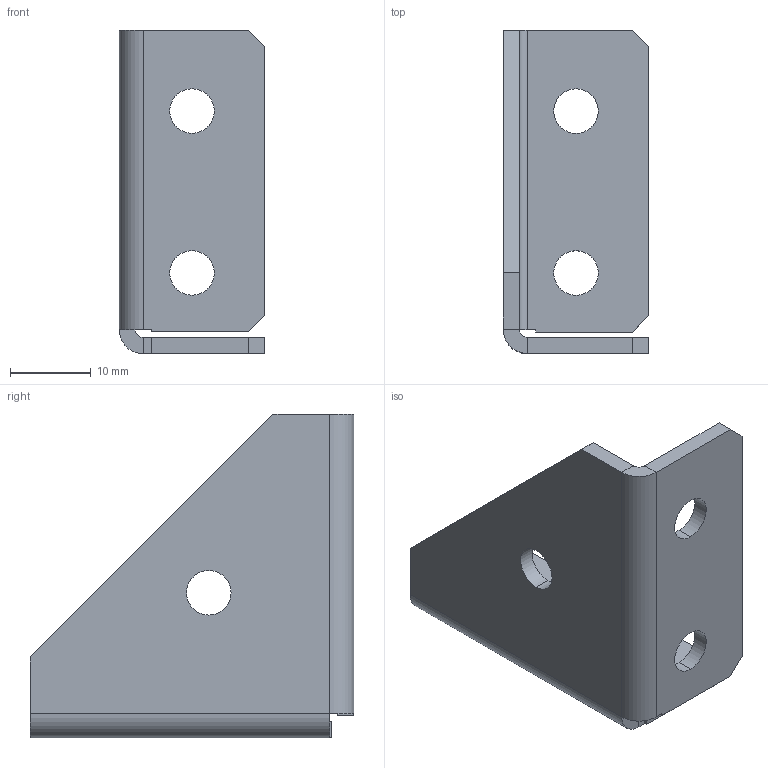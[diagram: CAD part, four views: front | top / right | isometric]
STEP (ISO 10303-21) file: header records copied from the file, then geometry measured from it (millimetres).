
FILE_DESCRIPTION (( 'STEP AP214' ), '1' );
FILE_NAME ('Óãîëîê 20 ñåðèÿ 1õ4 40õ40õ18õ2 ñ ïåðåìû÷êîé.STEP', '2022-02-25T14:21:13', ( 'user' ), ( '' ), 'SwSTEP 2.0', 'SolidWorks 2021', '' );
FILE_SCHEMA (( 'AUTOMOTIVE_DESIGN' ));
Length unit declared in the file: millimetre
Products named in the file (1): Óãîëîê 20 ñåðèÿ 1õ4 40õ40õ18õ2 ñ ïåðåìû÷êîé
Bounding box: 18 x 40 x 40 mm (x, y, z)
Volume: 4285.8 mm3; surface area: 4857.5 mm2
Topology: 1 solids, 1 shells, 41 faces, 101 edges, 62 vertices
Faces by surface type: plane 27, cylinder 14
Entity records: 1249 total; most frequent: DIRECTION 213, CARTESIAN_POINT 205, ORIENTED_EDGE 202, EDGE_CURVE 101, LINE 73, VECTOR 73, AXIS2_PLACEMENT_3D 70, VERTEX_POINT 62
